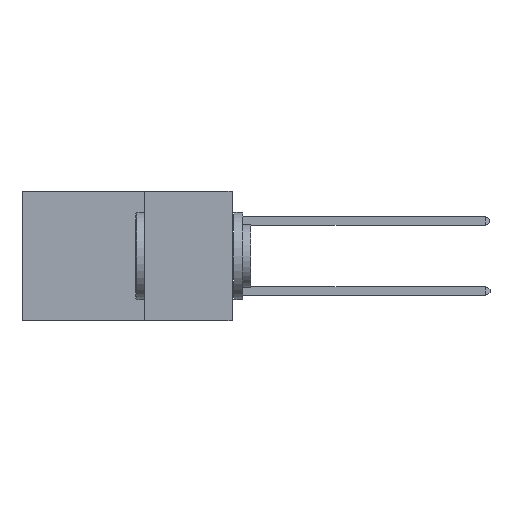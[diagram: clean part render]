
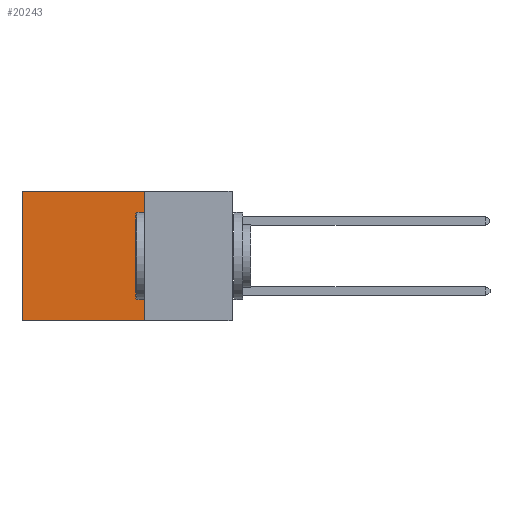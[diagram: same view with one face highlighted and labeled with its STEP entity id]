
A CAD part, left-side view. The second image highlights one B-rep face of the part: STEP entity #20243.
In plain terms, the highlighted planar face has unit normal (-1, 0, 0).
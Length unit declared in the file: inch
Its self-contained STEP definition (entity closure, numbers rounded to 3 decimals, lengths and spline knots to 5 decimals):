
#409 = PLANE ( 'NONE',  #16781 ) ;
#1279 = CARTESIAN_POINT ( 'NONE',  ( 0.2875, 0.25, 0. ) ) ;
#2908 = LINE ( 'NONE', #1279, #13274 ) ;
#3007 = ORIENTED_EDGE ( 'NONE', *, *, #9335, .F. ) ;
#3363 = DIRECTION ( 'NONE',  ( 0., 0., -1. ) ) ;
#3967 = CARTESIAN_POINT ( 'NONE',  ( 0.2875, 0.25, 0. ) ) ;
#5287 = VECTOR ( 'NONE', #20422, 39.37008 ) ;
#5347 = LINE ( 'NONE', #20549, #18165 ) ;
#5426 = ORIENTED_EDGE ( 'NONE', *, *, #9476, .T. ) ;
#5661 = VERTEX_POINT ( 'NONE', #20204 ) ;
#5836 = DIRECTION ( 'NONE',  ( 0., 1., 0. ) ) ;
#6960 = FACE_OUTER_BOUND ( 'NONE', #14479, .T. ) ;
#7379 = VERTEX_POINT ( 'NONE', #11910 ) ;
#8287 = CARTESIAN_POINT ( 'NONE',  ( 0.2875, 0.6, 0. ) ) ;
#9002 = DIRECTION ( 'NONE',  ( 1., 0., 0. ) ) ;
#9335 = EDGE_CURVE ( 'NONE', #5661, #7379, #11850, .T. ) ;
#9476 = EDGE_CURVE ( 'NONE', #15668, #17382, #2908, .T. ) ;
#9528 = EDGE_CURVE ( 'NONE', #15668, #5661, #19117, .T. ) ;
#10098 = CARTESIAN_POINT ( 'NONE',  ( 0.2875, 0.25, 0. ) ) ;
#11850 = LINE ( 'NONE', #14682, #20405 ) ;
#11910 = CARTESIAN_POINT ( 'NONE',  ( 0.2875, 0.6, -0.37 ) ) ;
#12356 = EDGE_CURVE ( 'NONE', #17382, #7379, #5347, .T. ) ;
#12398 = ORIENTED_EDGE ( 'NONE', *, *, #12356, .T. ) ;
#13274 = VECTOR ( 'NONE', #13517, 39.37008 ) ;
#13517 = DIRECTION ( 'NONE',  ( 0., 1., 0. ) ) ;
#14479 = EDGE_LOOP ( 'NONE', ( #12398, #3007, #19651, #5426 ) ) ;
#14682 = CARTESIAN_POINT ( 'NONE',  ( 0.2875, 0.25, -0.37 ) ) ;
#15668 = VERTEX_POINT ( 'NONE', #10098 ) ;
#16781 = AXIS2_PLACEMENT_3D ( 'NONE', #3967, #9002, #21109 ) ;
#17382 = VERTEX_POINT ( 'NONE', #8287 ) ;
#18165 = VECTOR ( 'NONE', #3363, 39.37008 ) ;
#18793 = CARTESIAN_POINT ( 'NONE',  ( 0.2875, 0.25, 0. ) ) ;
#19117 = LINE ( 'NONE', #18793, #5287 ) ;
#19651 = ORIENTED_EDGE ( 'NONE', *, *, #9528, .F. ) ;
#20204 = CARTESIAN_POINT ( 'NONE',  ( 0.2875, 0.25, -0.37 ) ) ;
#20243 = ADVANCED_FACE ( 'NONE', ( #6960 ), #409, .F. ) ;
#20405 = VECTOR ( 'NONE', #5836, 39.37008 ) ;
#20422 = DIRECTION ( 'NONE',  ( 0., 0., -1. ) ) ;
#20549 = CARTESIAN_POINT ( 'NONE',  ( 0.2875, 0.6, 0. ) ) ;
#21109 = DIRECTION ( 'NONE',  ( 0., 0., -1. ) ) ;
